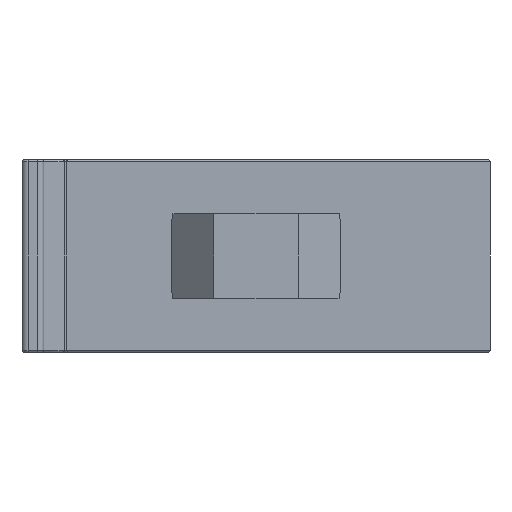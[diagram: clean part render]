
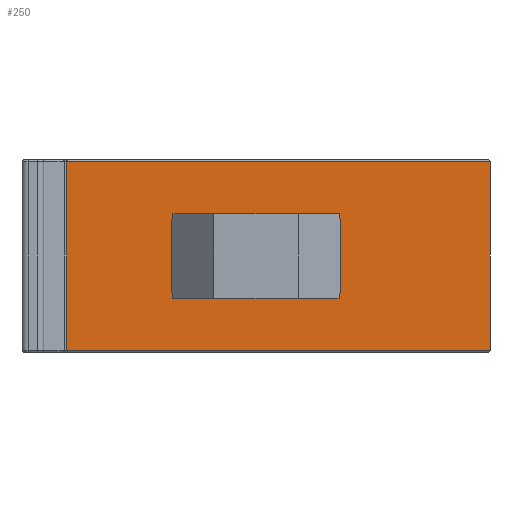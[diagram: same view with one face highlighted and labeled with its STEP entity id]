
A CAD part, front view. The second image highlights one B-rep face of the part: STEP entity #250.
In plain terms, the highlighted planar face has unit normal (0, -1, 0).
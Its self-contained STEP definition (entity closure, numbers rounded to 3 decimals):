
#46 = EDGE_CURVE ( 'NONE', #1513, #2740, #1758, .T. ) ;
#250 = ADVANCED_FACE ( 'NONE', ( #424, #1452 ), #2412, .F. ) ;
#289 = VECTOR ( 'NONE', #3413, 1000. ) ;
#290 = AXIS2_PLACEMENT_3D ( 'NONE', #1306, #759, #1852 ) ;
#373 = CARTESIAN_POINT ( 'NONE',  ( 4., 0., -3.5 ) ) ;
#424 = FACE_OUTER_BOUND ( 'NONE', #3365, .T. ) ;
#447 = VECTOR ( 'NONE', #3536, 1000. ) ;
#477 = CARTESIAN_POINT ( 'NONE',  ( -15.7, 0., 8. ) ) ;
#508 = CIRCLE ( 'NONE', #290, 3.5 ) ;
#619 = LINE ( 'NONE', #1590, #3467 ) ;
#628 = EDGE_CURVE ( 'NONE', #2586, #1580, #3147, .T. ) ;
#652 = VERTEX_POINT ( 'NONE', #373 ) ;
#748 = DIRECTION ( 'NONE',  ( 0., -1., 0. ) ) ;
#759 = DIRECTION ( 'NONE',  ( 0., -1., 0. ) ) ;
#769 = CARTESIAN_POINT ( 'NONE',  ( -0.5, 0., 0. ) ) ;
#845 = VECTOR ( 'NONE', #3299, 1000. ) ;
#855 = ORIENTED_EDGE ( 'NONE', *, *, #2003, .T. ) ;
#861 = EDGE_CURVE ( 'NONE', #3203, #1552, #508, .T. ) ;
#881 = VECTOR ( 'NONE', #3062, 1000. ) ;
#1001 = EDGE_CURVE ( 'NONE', #1552, #3474, #1798, .T. ) ;
#1026 = CARTESIAN_POINT ( 'NONE',  ( 4., 0., 8. ) ) ;
#1180 = EDGE_CURVE ( 'NONE', #1642, #652, #1407, .T. ) ;
#1189 = VECTOR ( 'NONE', #2702, 1000. ) ;
#1200 = DIRECTION ( 'NONE',  ( 1., 0., 0. ) ) ;
#1204 = CARTESIAN_POINT ( 'NONE',  ( -15.7, 0., -7.8 ) ) ;
#1223 = VECTOR ( 'NONE', #2397, 1000. ) ;
#1289 = CARTESIAN_POINT ( 'NONE',  ( -15.7, 0., 7.8 ) ) ;
#1306 = CARTESIAN_POINT ( 'NONE',  ( 0.5, 0., 0. ) ) ;
#1407 = LINE ( 'NONE', #1864, #1189 ) ;
#1436 = LINE ( 'NONE', #2385, #1223 ) ;
#1449 = VECTOR ( 'NONE', #1200, 1000. ) ;
#1452 = FACE_BOUND ( 'NONE', #2858, .T. ) ;
#1513 = VERTEX_POINT ( 'NONE', #2615 ) ;
#1552 = VERTEX_POINT ( 'NONE', #2005 ) ;
#1580 = VERTEX_POINT ( 'NONE', #3120 ) ;
#1590 = CARTESIAN_POINT ( 'NONE',  ( 19.4, 0., 8. ) ) ;
#1594 = ORIENTED_EDGE ( 'NONE', *, *, #628, .F. ) ;
#1642 = VERTEX_POINT ( 'NONE', #2881 ) ;
#1758 = LINE ( 'NONE', #1204, #289 ) ;
#1771 = CARTESIAN_POINT ( 'NONE',  ( -12.414, 0., 7.8 ) ) ;
#1798 = LINE ( 'NONE', #2479, #845 ) ;
#1852 = DIRECTION ( 'NONE',  ( 0., 0., 1. ) ) ;
#1864 = CARTESIAN_POINT ( 'NONE',  ( -15.7, 0., -3.5 ) ) ;
#1876 = DIRECTION ( 'NONE',  ( 0., 1., 0. ) ) ;
#1923 = CARTESIAN_POINT ( 'NONE',  ( -15.7, 0., -7.8 ) ) ;
#1952 = AXIS2_PLACEMENT_3D ( 'NONE', #769, #748, #2718 ) ;
#1985 = ORIENTED_EDGE ( 'NONE', *, *, #2050, .F. ) ;
#2003 = EDGE_CURVE ( 'NONE', #1513, #1580, #619, .T. ) ;
#2005 = CARTESIAN_POINT ( 'NONE',  ( 0.5, 0., 3.5 ) ) ;
#2011 = LINE ( 'NONE', #1026, #447 ) ;
#2044 = ORIENTED_EDGE ( 'NONE', *, *, #3001, .F. ) ;
#2050 = EDGE_CURVE ( 'NONE', #3530, #1642, #2351, .T. ) ;
#2125 = CARTESIAN_POINT ( 'NONE',  ( -4., 0., 0. ) ) ;
#2351 = CIRCLE ( 'NONE', #1952, 3.5 ) ;
#2385 = CARTESIAN_POINT ( 'NONE',  ( -15.7, 0., 8. ) ) ;
#2397 = DIRECTION ( 'NONE',  ( 0., 0., 1. ) ) ;
#2407 = DIRECTION ( 'NONE',  ( 0., 0., 1. ) ) ;
#2412 = PLANE ( 'NONE',  #3541 ) ;
#2479 = CARTESIAN_POINT ( 'NONE',  ( -15.7, 0., 3.5 ) ) ;
#2492 = EDGE_CURVE ( 'NONE', #652, #3203, #2011, .T. ) ;
#2493 = LINE ( 'NONE', #2506, #881 ) ;
#2506 = CARTESIAN_POINT ( 'NONE',  ( -4., 0., 8. ) ) ;
#2586 = VERTEX_POINT ( 'NONE', #1289 ) ;
#2615 = CARTESIAN_POINT ( 'NONE',  ( 19.4, 0., -7.8 ) ) ;
#2698 = EDGE_CURVE ( 'NONE', #3474, #3530, #2493, .T. ) ;
#2702 = DIRECTION ( 'NONE',  ( 1., 0., 0. ) ) ;
#2718 = DIRECTION ( 'NONE',  ( 0., 0., 1. ) ) ;
#2740 = VERTEX_POINT ( 'NONE', #1923 ) ;
#2858 = EDGE_LOOP ( 'NONE', ( #3379, #3080, #1985, #3271, #3502, #2932 ) ) ;
#2881 = CARTESIAN_POINT ( 'NONE',  ( -0.5, 0., -3.5 ) ) ;
#2932 = ORIENTED_EDGE ( 'NONE', *, *, #861, .F. ) ;
#3001 = EDGE_CURVE ( 'NONE', #2740, #2586, #1436, .T. ) ;
#3062 = DIRECTION ( 'NONE',  ( 0., 0., -1. ) ) ;
#3070 = CARTESIAN_POINT ( 'NONE',  ( 4., 0., 0. ) ) ;
#3080 = ORIENTED_EDGE ( 'NONE', *, *, #1180, .F. ) ;
#3120 = CARTESIAN_POINT ( 'NONE',  ( 19.4, 0., 7.8 ) ) ;
#3147 = LINE ( 'NONE', #1771, #1449 ) ;
#3203 = VERTEX_POINT ( 'NONE', #3070 ) ;
#3209 = DIRECTION ( 'NONE',  ( 0., 0., 1. ) ) ;
#3225 = CARTESIAN_POINT ( 'NONE',  ( -4., 0., 3.5 ) ) ;
#3271 = ORIENTED_EDGE ( 'NONE', *, *, #2698, .F. ) ;
#3299 = DIRECTION ( 'NONE',  ( -1., 0., 0. ) ) ;
#3365 = EDGE_LOOP ( 'NONE', ( #2044, #3551, #855, #1594 ) ) ;
#3379 = ORIENTED_EDGE ( 'NONE', *, *, #2492, .F. ) ;
#3413 = DIRECTION ( 'NONE',  ( -1., 0., 0. ) ) ;
#3467 = VECTOR ( 'NONE', #2407, 1000. ) ;
#3474 = VERTEX_POINT ( 'NONE', #3225 ) ;
#3502 = ORIENTED_EDGE ( 'NONE', *, *, #1001, .F. ) ;
#3530 = VERTEX_POINT ( 'NONE', #2125 ) ;
#3536 = DIRECTION ( 'NONE',  ( 0., 0., 1. ) ) ;
#3541 = AXIS2_PLACEMENT_3D ( 'NONE', #477, #1876, #3209 ) ;
#3551 = ORIENTED_EDGE ( 'NONE', *, *, #46, .F. ) ;
